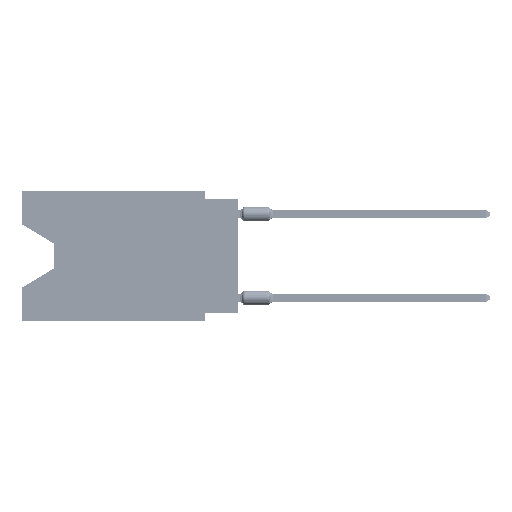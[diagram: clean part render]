
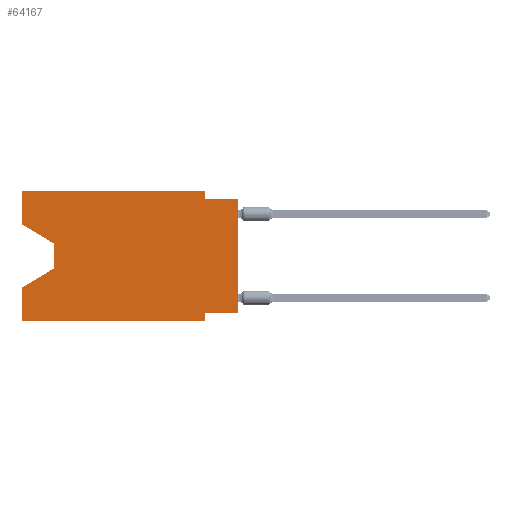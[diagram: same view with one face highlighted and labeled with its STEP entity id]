
A CAD part, left-side view. The second image highlights one B-rep face of the part: STEP entity #64167.
In plain terms, the highlighted planar face has unit normal (-1, 0, 0).
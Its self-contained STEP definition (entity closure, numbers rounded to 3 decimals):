
#1500 = CARTESIAN_POINT ( 'NONE',  ( 0., 2.54, -9.906 ) ) ;
#2486 = VECTOR ( 'NONE', #31592, 1000. ) ;
#3789 = LINE ( 'NONE', #63710, #52564 ) ;
#6219 = CARTESIAN_POINT ( 'NONE',  ( 0., 13.97, -5.893 ) ) ;
#6824 = CARTESIAN_POINT ( 'NONE',  ( 0., 16.383, -9.906 ) ) ;
#7823 = ORIENTED_EDGE ( 'NONE', *, *, #76307, .T. ) ;
#7915 = VERTEX_POINT ( 'NONE', #6219 ) ;
#9132 = CARTESIAN_POINT ( 'NONE',  ( 0., 16.383, 0. ) ) ;
#10210 = EDGE_CURVE ( 'NONE', #13397, #66304, #77168, .T. ) ;
#11801 = ORIENTED_EDGE ( 'NONE', *, *, #37569, .T. ) ;
#13086 = CARTESIAN_POINT ( 'NONE',  ( 0., 16.383, -2.546 ) ) ;
#13163 = LINE ( 'NONE', #72738, #2486 ) ;
#13397 = VERTEX_POINT ( 'NONE', #13086 ) ;
#15741 = ORIENTED_EDGE ( 'NONE', *, *, #67353, .F. ) ;
#16056 = CARTESIAN_POINT ( 'NONE',  ( 0., 2.54, 0. ) ) ;
#16319 = DIRECTION ( 'NONE',  ( 0., 0., 1. ) ) ;
#16350 = CARTESIAN_POINT ( 'NONE',  ( 0., 2.54, -9.906 ) ) ;
#16479 = CARTESIAN_POINT ( 'NONE',  ( 0., 13.97, -5.893 ) ) ;
#18429 = VERTEX_POINT ( 'NONE', #1500 ) ;
#18797 = AXIS2_PLACEMENT_3D ( 'NONE', #48607, #54124, #74340 ) ;
#18840 = VERTEX_POINT ( 'NONE', #25232 ) ;
#20428 = EDGE_CURVE ( 'NONE', #21040, #72397, #34503, .T. ) ;
#21040 = VERTEX_POINT ( 'NONE', #42140 ) ;
#21674 = EDGE_CURVE ( 'NONE', #24324, #7915, #28609, .T. ) ;
#21771 = ORIENTED_EDGE ( 'NONE', *, *, #73668, .F. ) ;
#22099 = ORIENTED_EDGE ( 'NONE', *, *, #71825, .F. ) ;
#23229 = EDGE_LOOP ( 'NONE', ( #11801, #36759, #7823, #67867, #50964, #15741, #22099, #57925, #33843, #55427, #21771, #63282 ) ) ;
#24324 = VERTEX_POINT ( 'NONE', #47932 ) ;
#25232 = CARTESIAN_POINT ( 'NONE',  ( 0., 0., -0.635 ) ) ;
#26777 = VECTOR ( 'NONE', #75646, 1000. ) ;
#28540 = LINE ( 'NONE', #58676, #34408 ) ;
#28609 = LINE ( 'NONE', #33727, #26777 ) ;
#29056 = DIRECTION ( 'NONE',  ( 0., -1., 0. ) ) ;
#31468 = DIRECTION ( 'NONE',  ( 0., -1., 0. ) ) ;
#31592 = DIRECTION ( 'NONE',  ( 0., 1., 0. ) ) ;
#31787 = LINE ( 'NONE', #55284, #50413 ) ;
#32430 = PLANE ( 'NONE',  #18797 ) ;
#32882 = VECTOR ( 'NONE', #58356, 1000. ) ;
#33727 = CARTESIAN_POINT ( 'NONE',  ( 0., 13.97, -4.013 ) ) ;
#33843 = ORIENTED_EDGE ( 'NONE', *, *, #51377, .F. ) ;
#34408 = VECTOR ( 'NONE', #64188, 1000. ) ;
#34503 = LINE ( 'NONE', #16056, #32882 ) ;
#36759 = ORIENTED_EDGE ( 'NONE', *, *, #21674, .T. ) ;
#37290 = DIRECTION ( 'NONE',  ( 0., -0.855, -0.519 ) ) ;
#37569 = EDGE_CURVE ( 'NONE', #13397, #24324, #31787, .T. ) ;
#38902 = CARTESIAN_POINT ( 'NONE',  ( 0., 16.383, -7.36 ) ) ;
#40401 = DIRECTION ( 'NONE',  ( 0., 0.855, -0.519 ) ) ;
#41117 = DIRECTION ( 'NONE',  ( 0., 0., 1. ) ) ;
#41322 = VERTEX_POINT ( 'NONE', #38902 ) ;
#41699 = VECTOR ( 'NONE', #64920, 1000. ) ;
#42140 = CARTESIAN_POINT ( 'NONE',  ( 0., 2.54, 0. ) ) ;
#42378 = FACE_OUTER_BOUND ( 'NONE', #23229, .T. ) ;
#47932 = CARTESIAN_POINT ( 'NONE',  ( 0., 13.97, -4.013 ) ) ;
#48508 = CARTESIAN_POINT ( 'NONE',  ( 0., 16.383, 0. ) ) ;
#48607 = CARTESIAN_POINT ( 'NONE',  ( 0., 16.383, 0. ) ) ;
#49832 = LINE ( 'NONE', #72998, #70065 ) ;
#50116 = VERTEX_POINT ( 'NONE', #62337 ) ;
#50413 = VECTOR ( 'NONE', #37290, 1000. ) ;
#50654 = DIRECTION ( 'NONE',  ( 0., -1., 0. ) ) ;
#50964 = ORIENTED_EDGE ( 'NONE', *, *, #60946, .T. ) ;
#51377 = EDGE_CURVE ( 'NONE', #72397, #18840, #49832, .T. ) ;
#52391 = VECTOR ( 'NONE', #29056, 1000. ) ;
#52564 = VECTOR ( 'NONE', #16319, 1000. ) ;
#53554 = LINE ( 'NONE', #16350, #41699 ) ;
#54124 = DIRECTION ( 'NONE',  ( 1., 0., 0. ) ) ;
#55284 = CARTESIAN_POINT ( 'NONE',  ( 0., 16.383, -2.546 ) ) ;
#55289 = VECTOR ( 'NONE', #40401, 1000. ) ;
#55427 = ORIENTED_EDGE ( 'NONE', *, *, #20428, .F. ) ;
#56243 = EDGE_CURVE ( 'NONE', #71030, #18840, #28540, .T. ) ;
#57009 = VECTOR ( 'NONE', #41117, 1000. ) ;
#57925 = ORIENTED_EDGE ( 'NONE', *, *, #56243, .T. ) ;
#58356 = DIRECTION ( 'NONE',  ( 0., 0., -1. ) ) ;
#58676 = CARTESIAN_POINT ( 'NONE',  ( 0., 0., 0. ) ) ;
#60672 = CARTESIAN_POINT ( 'NONE',  ( 0., 0., -9.271 ) ) ;
#60946 = EDGE_CURVE ( 'NONE', #66100, #18429, #64292, .T. ) ;
#62337 = CARTESIAN_POINT ( 'NONE',  ( 0., 2.54, -9.271 ) ) ;
#63282 = ORIENTED_EDGE ( 'NONE', *, *, #10210, .F. ) ;
#63561 = LINE ( 'NONE', #9132, #70245 ) ;
#63710 = CARTESIAN_POINT ( 'NONE',  ( 0., 16.383, 0. ) ) ;
#64167 = ADVANCED_FACE ( 'NONE', ( #42378 ), #32430, .F. ) ;
#64188 = DIRECTION ( 'NONE',  ( 0., 0., 1. ) ) ;
#64241 = EDGE_CURVE ( 'NONE', #66100, #41322, #3789, .T. ) ;
#64292 = LINE ( 'NONE', #71756, #52391 ) ;
#64920 = DIRECTION ( 'NONE',  ( 0., 0., -1. ) ) ;
#66100 = VERTEX_POINT ( 'NONE', #6824 ) ;
#66304 = VERTEX_POINT ( 'NONE', #76103 ) ;
#67353 = EDGE_CURVE ( 'NONE', #50116, #18429, #53554, .T. ) ;
#67867 = ORIENTED_EDGE ( 'NONE', *, *, #64241, .F. ) ;
#70065 = VECTOR ( 'NONE', #31468, 1000. ) ;
#70169 = LINE ( 'NONE', #16479, #55289 ) ;
#70245 = VECTOR ( 'NONE', #50654, 1000. ) ;
#70523 = CARTESIAN_POINT ( 'NONE',  ( 0., 2.54, -0.635 ) ) ;
#71030 = VERTEX_POINT ( 'NONE', #60672 ) ;
#71756 = CARTESIAN_POINT ( 'NONE',  ( 0., 16.383, -9.906 ) ) ;
#71825 = EDGE_CURVE ( 'NONE', #71030, #50116, #13163, .T. ) ;
#72397 = VERTEX_POINT ( 'NONE', #70523 ) ;
#72738 = CARTESIAN_POINT ( 'NONE',  ( 0., 0., -9.271 ) ) ;
#72998 = CARTESIAN_POINT ( 'NONE',  ( 0., 0., -0.635 ) ) ;
#73668 = EDGE_CURVE ( 'NONE', #66304, #21040, #63561, .T. ) ;
#74340 = DIRECTION ( 'NONE',  ( 0., 0., -1. ) ) ;
#75646 = DIRECTION ( 'NONE',  ( 0., 0., -1. ) ) ;
#76103 = CARTESIAN_POINT ( 'NONE',  ( 0., 16.383, 0. ) ) ;
#76307 = EDGE_CURVE ( 'NONE', #7915, #41322, #70169, .T. ) ;
#77168 = LINE ( 'NONE', #48508, #57009 ) ;
